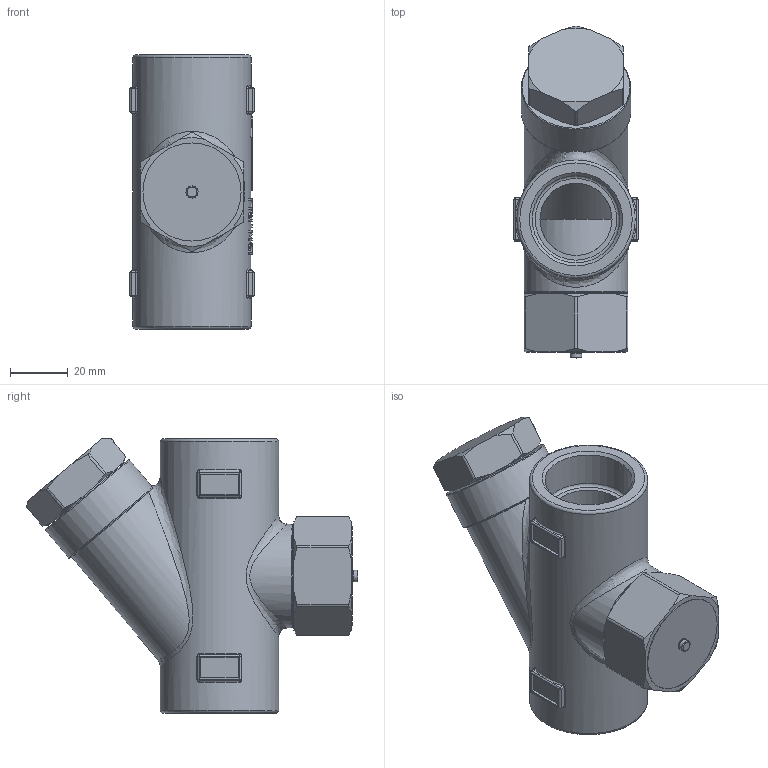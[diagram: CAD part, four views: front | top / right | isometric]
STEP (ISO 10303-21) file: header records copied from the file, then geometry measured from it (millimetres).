
FILE_DESCRIPTION(/* description */ (''),/* implementation_level */ '2;1');
FILE_NAME(/* name */ 'DN25_3D_STEP.stp',/* time_stamp */ '2025-11-26T00:50:30+03:00',/* author */ ('igorr'),/* organization */ (''),/* preprocessor_version */ 'ST-DEVELOPER v20',/* originating_system */ 'Autodesk Inventor 2025',/* authorisation */ '');
FILE_SCHEMA (('AUTOMOTIVE_DESIGN { 1 0 10303 214 3 1 1 }'));
Length unit declared in the file: millimetre
Products named in the file (1): Деталь1
Bounding box: 43 x 115 x 95 mm (x, y, z)
Volume: 177660.3 mm3; surface area: 31033.5 mm2
Topology: 1 solids, 1 shells, 299 faces, 715 edges, 446 vertices
Faces by surface type: plane 123, cylinder 76, bspline 41, cone 25, torus 18, sphere 16
Full cylindrical faces by diameter (mm): 3 x1, 4 x1, 4.2 x1, 25 x2, 28 x1, 30.29 x2, 34 x2, 36 x1, 38 x1, 41 x1
Entity records: 10740 total; most frequent: CARTESIAN_POINT 3739, ORIENTED_EDGE 1430, DIRECTION 1312, EDGE_CURVE 715, AXIS2_PLACEMENT_3D 499, VERTEX_POINT 446, EDGE_LOOP 327, LINE 314
